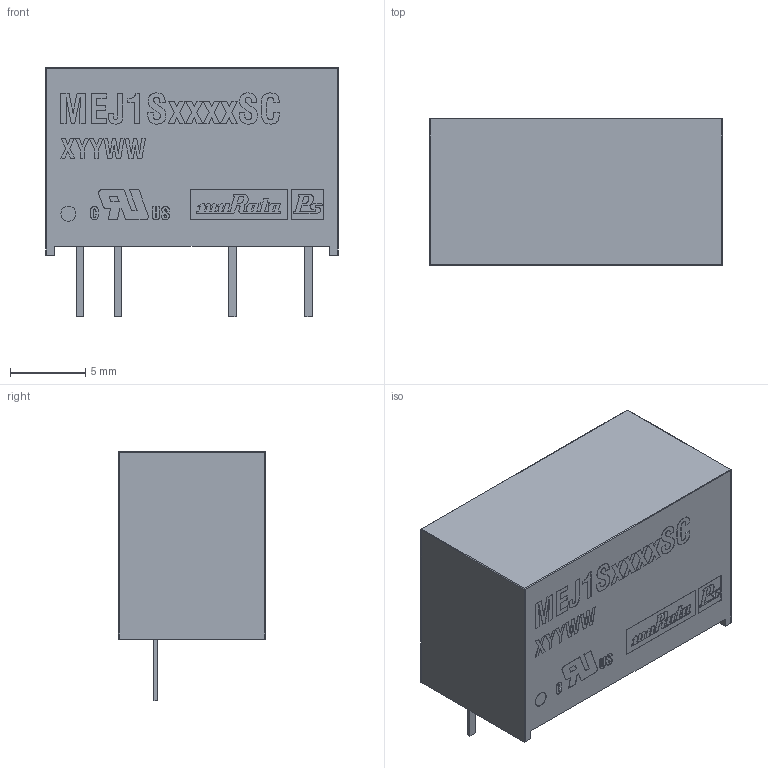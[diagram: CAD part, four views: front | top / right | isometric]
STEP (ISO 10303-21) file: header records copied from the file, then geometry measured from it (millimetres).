
FILE_DESCRIPTION(/* description */ (''),/* implementation_level */ '2;1');
FILE_NAME(/* name */ 'Murata MEJ1.step',/* time_stamp */ '2022-07-02T16:44:09+01:00',/* author */ (''),/* organization */ (''),/* preprocessor_version */ 'ST-DEVELOPER v19',/* originating_system */ 'Autodesk Translation Framework v11.7.0.108',/* authorisation */ '');
FILE_SCHEMA (('AUTOMOTIVE_DESIGN { 1 0 10303 214 3 1 1 }'));
Length unit declared in the file: millimetre
Products named in the file (1): Murata MEJ1
Bounding box: 19.5 x 9.82 x 16.6 mm (x, y, z)
Volume: 771.2 mm3; surface area: 2030.7 mm2
Topology: 1 solids, 2 shells, 606 faces, 1670 edges, 1100 vertices
Faces by surface type: plane 388, cylinder 122, bspline 92, sphere 4
Full cylindrical faces by diameter (mm): 1 x1
Entity records: 23800 total; most frequent: CARTESIAN_POINT 8193, ORIENTED_EDGE 3332, DIRECTION 2770, EDGE_CURVE 1666, LINE 1236, VECTOR 1236, VERTEX_POINT 1100, AXIS2_PLACEMENT_3D 767
